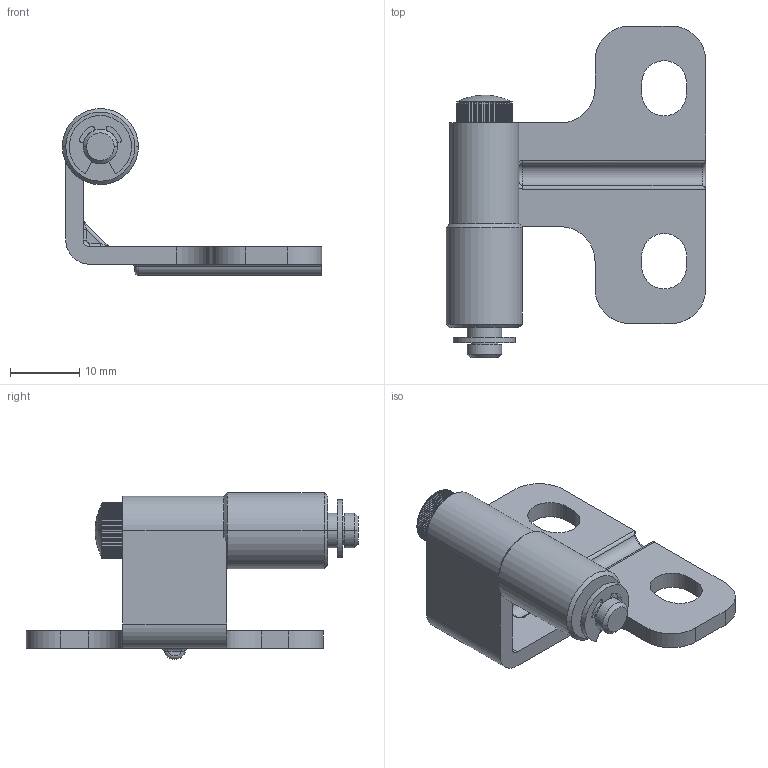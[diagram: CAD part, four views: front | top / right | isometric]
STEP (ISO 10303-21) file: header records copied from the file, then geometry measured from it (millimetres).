
FILE_DESCRIPTION(/* description */ (''),/* implementation_level */ '2;1');
FILE_NAME(/* name */ 'JL280-2',/* time_stamp */ '2024-10-09T11:16:18+08:00',/* author */ (''),/* organization */ (''),/* preprocessor_version */ 'ST-DEVELOPER v19.2',/* originating_system */ 'Rhino 8.5',/* authorisation */ '');
FILE_SCHEMA (('CONFIG_CONTROL_DESIGN'));
Length unit declared in the file: millimetre
Products named in the file (1): Document
Bounding box: 37.5 x 48 x 24.12 mm (x, y, z)
Volume: 1984.6 mm3; surface area: 5294 mm2
Topology: 3 solids, 4 shells, 314 faces, 888 edges, 581 vertices
Faces by surface type: cylinder 257, plane 36, bspline 21
Entity records: 11931 total; most frequent: CARTESIAN_POINT 4480, ORIENTED_EDGE 1766, DIRECTION 1132, EDGE_CURVE 886, AXIS2_PLACEMENT_3D 712, VERTEX_POINT 581, TRIMMED_CURVE 417, CIRCLE 417
